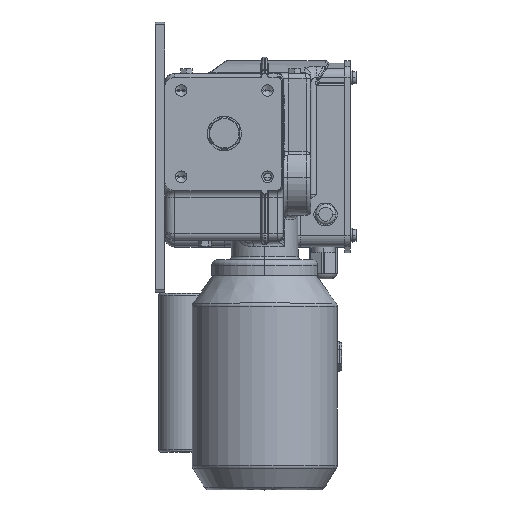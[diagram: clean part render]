
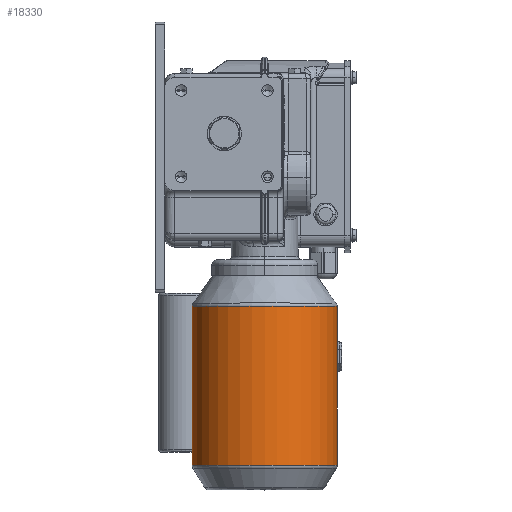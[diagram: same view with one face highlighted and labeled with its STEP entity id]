
A CAD part, top view. The second image highlights one B-rep face of the part: STEP entity #18330.
In plain terms, the highlighted cylindrical face has radius 63 mm (diameter 126 mm), a partial arc.
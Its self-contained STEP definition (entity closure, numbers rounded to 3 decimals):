
#35 = EDGE_CURVE ( 'NONE', #6229, #11376, #19575, .T. ) ;
#1050 = ORIENTED_EDGE ( 'NONE', *, *, #13025, .T. ) ;
#1279 = CARTESIAN_POINT ( 'NONE',  ( 0., -26.613, -63. ) ) ;
#1482 = DIRECTION ( 'NONE',  ( 0., -1., 0. ) ) ;
#1768 = ORIENTED_EDGE ( 'NONE', *, *, #35, .T. ) ;
#2345 = EDGE_CURVE ( 'NONE', #11376, #3347, #4926, .T. ) ;
#2709 = DIRECTION ( 'NONE',  ( 0., 1., 0. ) ) ;
#3064 = DIRECTION ( 'NONE',  ( 0., 0., -1. ) ) ;
#3347 = VERTEX_POINT ( 'NONE', #1279 ) ;
#4290 = CARTESIAN_POINT ( 'NONE',  ( 0., 0., 0. ) ) ;
#4728 = CARTESIAN_POINT ( 'NONE',  ( 0., -164.615, 63. ) ) ;
#4926 = CIRCLE ( 'NONE', #13813, 63. ) ;
#5779 = CYLINDRICAL_SURFACE ( 'NONE', #6190, 63. ) ;
#6190 = AXIS2_PLACEMENT_3D ( 'NONE', #4290, #2709, #7800 ) ;
#6229 = VERTEX_POINT ( 'NONE', #4728 ) ;
#7800 = DIRECTION ( 'NONE',  ( 0., 0., 1. ) ) ;
#8111 = VERTEX_POINT ( 'NONE', #10487 ) ;
#8676 = DIRECTION ( 'NONE',  ( 0., 0., -1. ) ) ;
#9932 = ORIENTED_EDGE ( 'NONE', *, *, #20870, .F. ) ;
#10487 = CARTESIAN_POINT ( 'NONE',  ( 0., -164.615, -63. ) ) ;
#10855 = VECTOR ( 'NONE', #12675, 1000. ) ;
#11376 = VERTEX_POINT ( 'NONE', #14711 ) ;
#12675 = DIRECTION ( 'NONE',  ( 0., 1., 0. ) ) ;
#13025 = EDGE_CURVE ( 'NONE', #8111, #6229, #19205, .T. ) ;
#13267 = DIRECTION ( 'NONE',  ( 0., 1., 0. ) ) ;
#13813 = AXIS2_PLACEMENT_3D ( 'NONE', #14380, #1482, #3064 ) ;
#14143 = DIRECTION ( 'NONE',  ( 0., 1., 0. ) ) ;
#14380 = CARTESIAN_POINT ( 'NONE',  ( 0., -26.613, 0. ) ) ;
#14711 = CARTESIAN_POINT ( 'NONE',  ( 0., -26.613, 63. ) ) ;
#14822 = CARTESIAN_POINT ( 'NONE',  ( 0., 0., 63. ) ) ;
#15599 = VECTOR ( 'NONE', #14143, 1000. ) ;
#16028 = LINE ( 'NONE', #19312, #15599 ) ;
#16190 = ORIENTED_EDGE ( 'NONE', *, *, #2345, .T. ) ;
#16444 = CARTESIAN_POINT ( 'NONE',  ( 0., -164.615, 0. ) ) ;
#18330 = ADVANCED_FACE ( 'NONE', ( #18876 ), #5779, .T. ) ;
#18559 = AXIS2_PLACEMENT_3D ( 'NONE', #16444, #13267, #8676 ) ;
#18876 = FACE_OUTER_BOUND ( 'NONE', #20025, .T. ) ;
#19205 = CIRCLE ( 'NONE', #18559, 63. ) ;
#19312 = CARTESIAN_POINT ( 'NONE',  ( 0., 0., -63. ) ) ;
#19575 = LINE ( 'NONE', #14822, #10855 ) ;
#20025 = EDGE_LOOP ( 'NONE', ( #9932, #1050, #1768, #16190 ) ) ;
#20870 = EDGE_CURVE ( 'NONE', #8111, #3347, #16028, .T. ) ;
